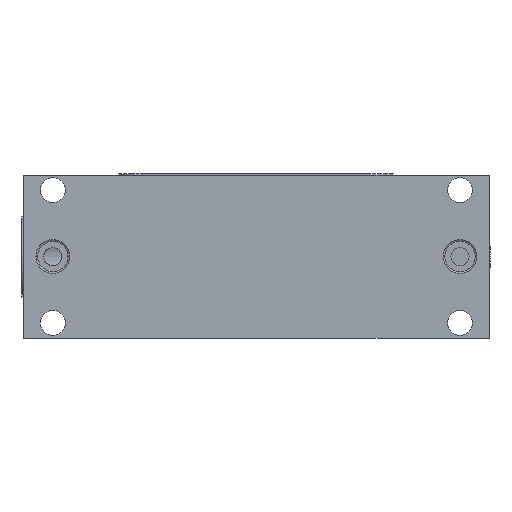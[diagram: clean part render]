
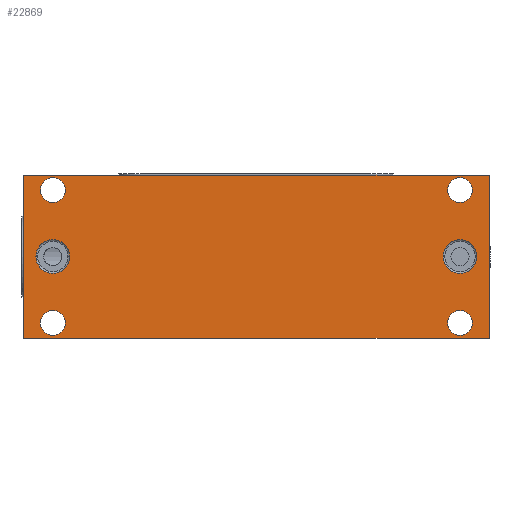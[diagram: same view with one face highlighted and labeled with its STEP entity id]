
A CAD part, front view. The second image highlights one B-rep face of the part: STEP entity #22869.
In plain terms, the highlighted planar face has unit normal (0, -1, 0).
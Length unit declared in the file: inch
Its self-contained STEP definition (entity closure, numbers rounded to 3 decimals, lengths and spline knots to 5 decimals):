
#21764=DIRECTION('',(0.,0.,-1.));
#21765=VECTOR('',#21764,1.45);
#21766=CARTESIAN_POINT('',(-2.07,-0.5,0.725));
#21767=LINE('',#21766,#21765);
#21894=DIRECTION('',(1.,0.,0.));
#21895=VECTOR('',#21894,4.14);
#21896=CARTESIAN_POINT('',(-2.07,-0.5,-0.725));
#21897=LINE('',#21896,#21895);
#21898=DIRECTION('',(1.,0.,0.));
#21899=VECTOR('',#21898,4.14);
#21900=CARTESIAN_POINT('',(-2.07,-0.5,0.725));
#21901=LINE('',#21900,#21899);
#21902=CARTESIAN_POINT('',(-1.811,-0.5,0.591));
#21903=DIRECTION('',(0.,1.,0.));
#21904=DIRECTION('',(1.,0.,0.));
#21905=AXIS2_PLACEMENT_3D('',#21902,#21903,#21904);
#21907=CARTESIAN_POINT('',(-1.811,-0.5,0.591));
#21908=DIRECTION('',(0.,1.,0.));
#21909=DIRECTION('',(-1.,0.,0.));
#21910=AXIS2_PLACEMENT_3D('',#21907,#21908,#21909);
#21912=CARTESIAN_POINT('',(-1.811,-0.5,-0.5905));
#21913=DIRECTION('',(0.,1.,0.));
#21914=DIRECTION('',(1.,0.,0.));
#21915=AXIS2_PLACEMENT_3D('',#21912,#21913,#21914);
#21917=CARTESIAN_POINT('',(-1.811,-0.5,-0.5905));
#21918=DIRECTION('',(0.,1.,0.));
#21919=DIRECTION('',(-1.,0.,0.));
#21920=AXIS2_PLACEMENT_3D('',#21917,#21918,#21919);
#21922=CARTESIAN_POINT('',(1.811,-0.5,0.591));
#21923=DIRECTION('',(0.,-1.,0.));
#21924=DIRECTION('',(-1.,0.,0.));
#21925=AXIS2_PLACEMENT_3D('',#21922,#21923,#21924);
#21927=CARTESIAN_POINT('',(1.811,-0.5,0.591));
#21928=DIRECTION('',(0.,-1.,0.));
#21929=DIRECTION('',(1.,0.,0.));
#21930=AXIS2_PLACEMENT_3D('',#21927,#21928,#21929);
#21932=CARTESIAN_POINT('',(1.811,-0.5,-0.5905));
#21933=DIRECTION('',(0.,-1.,0.));
#21934=DIRECTION('',(-1.,0.,0.));
#21935=AXIS2_PLACEMENT_3D('',#21932,#21933,#21934);
#21937=CARTESIAN_POINT('',(1.811,-0.5,-0.5905));
#21938=DIRECTION('',(0.,-1.,0.));
#21939=DIRECTION('',(1.,0.,0.));
#21940=AXIS2_PLACEMENT_3D('',#21937,#21938,#21939);
#21942=CARTESIAN_POINT('',(1.811,-0.5,0.));
#21943=DIRECTION('',(0.,-1.,0.));
#21944=DIRECTION('',(1.,0.,0.));
#21945=AXIS2_PLACEMENT_3D('',#21942,#21943,#21944);
#21947=CARTESIAN_POINT('',(1.811,-0.5,0.));
#21948=DIRECTION('',(0.,-1.,0.));
#21949=DIRECTION('',(-1.,0.,0.));
#21950=AXIS2_PLACEMENT_3D('',#21947,#21948,#21949);
#21952=CARTESIAN_POINT('',(-1.811,-0.5,0.));
#21953=DIRECTION('',(0.,-1.,0.));
#21954=DIRECTION('',(1.,0.,0.));
#21955=AXIS2_PLACEMENT_3D('',#21952,#21953,#21954);
#21957=CARTESIAN_POINT('',(-1.811,-0.5,0.));
#21958=DIRECTION('',(0.,-1.,0.));
#21959=DIRECTION('',(-1.,0.,0.));
#21960=AXIS2_PLACEMENT_3D('',#21957,#21958,#21959);
#21974=DIRECTION('',(0.,0.,-1.));
#21975=VECTOR('',#21974,1.45);
#21976=CARTESIAN_POINT('',(2.07,-0.5,0.725));
#21977=LINE('',#21976,#21975);
#22498=CARTESIAN_POINT('',(-2.07,-0.5,0.725));
#22500=VERTEX_POINT('',#22498);
#22501=CARTESIAN_POINT('',(-2.07,-0.5,-0.725));
#22502=VERTEX_POINT('',#22501);
#22506=CARTESIAN_POINT('',(2.07,-0.5,0.725));
#22508=VERTEX_POINT('',#22506);
#22509=CARTESIAN_POINT('',(2.07,-0.5,-0.725));
#22510=VERTEX_POINT('',#22509);
#22513=CARTESIAN_POINT('',(-1.7005,-0.5,0.591));
#22514=CARTESIAN_POINT('',(-1.9215,-0.5,0.591));
#22515=VERTEX_POINT('',#22513);
#22516=VERTEX_POINT('',#22514);
#22517=CARTESIAN_POINT('',(-1.7005,-0.5,-0.5905));
#22518=CARTESIAN_POINT('',(-1.9215,-0.5,-0.5905));
#22519=VERTEX_POINT('',#22517);
#22520=VERTEX_POINT('',#22518);
#22530=CARTESIAN_POINT('',(1.7005,-0.5,0.591));
#22532=VERTEX_POINT('',#22530);
#22534=CARTESIAN_POINT('',(1.9215,-0.5,0.591));
#22536=VERTEX_POINT('',#22534);
#22538=CARTESIAN_POINT('',(1.7005,-0.5,-0.5905));
#22540=VERTEX_POINT('',#22538);
#22542=CARTESIAN_POINT('',(1.9215,-0.5,-0.5905));
#22544=VERTEX_POINT('',#22542);
#22551=CARTESIAN_POINT('',(1.961,-0.5,0.));
#22552=CARTESIAN_POINT('',(1.661,-0.5,0.));
#22553=VERTEX_POINT('',#22551);
#22554=VERTEX_POINT('',#22552);
#22555=CARTESIAN_POINT('',(-1.661,-0.5,0.));
#22556=CARTESIAN_POINT('',(-1.961,-0.5,0.));
#22557=VERTEX_POINT('',#22555);
#22558=VERTEX_POINT('',#22556);
#22821=CARTESIAN_POINT('',(-2.07,-0.5,0.725));
#22822=DIRECTION('',(0.,-1.,0.));
#22823=DIRECTION('',(0.,0.,-1.));
#22824=AXIS2_PLACEMENT_3D('',#22821,#22822,#22823);
#22825=PLANE('',#22824);
#22826=ORIENTED_EDGE('',*,*,#22703,.F.);
#22827=ORIENTED_EDGE('',*,*,#22728,.T.);
#22829=ORIENTED_EDGE('',*,*,#22828,.T.);
#22830=ORIENTED_EDGE('',*,*,#22813,.F.);
#22831=EDGE_LOOP('',(#22826,#22827,#22829,#22830));
#22832=FACE_OUTER_BOUND('',#22831,.F.);
#22834=ORIENTED_EDGE('',*,*,#22833,.F.);
#22836=ORIENTED_EDGE('',*,*,#22835,.F.);
#22837=EDGE_LOOP('',(#22834,#22836));
#22838=FACE_BOUND('',#22837,.F.);
#22840=ORIENTED_EDGE('',*,*,#22839,.F.);
#22842=ORIENTED_EDGE('',*,*,#22841,.F.);
#22843=EDGE_LOOP('',(#22840,#22842));
#22844=FACE_BOUND('',#22843,.F.);
#22846=ORIENTED_EDGE('',*,*,#22845,.T.);
#22848=ORIENTED_EDGE('',*,*,#22847,.T.);
#22849=EDGE_LOOP('',(#22846,#22848));
#22850=FACE_BOUND('',#22849,.F.);
#22852=ORIENTED_EDGE('',*,*,#22851,.T.);
#22854=ORIENTED_EDGE('',*,*,#22853,.T.);
#22855=EDGE_LOOP('',(#22852,#22854));
#22856=FACE_BOUND('',#22855,.F.);
#22858=ORIENTED_EDGE('',*,*,#22857,.T.);
#22860=ORIENTED_EDGE('',*,*,#22859,.T.);
#22861=EDGE_LOOP('',(#22858,#22860));
#22862=FACE_BOUND('',#22861,.F.);
#22864=ORIENTED_EDGE('',*,*,#22863,.T.);
#22866=ORIENTED_EDGE('',*,*,#22865,.T.);
#22867=EDGE_LOOP('',(#22864,#22866));
#22868=FACE_BOUND('',#22867,.F.);
#22869=ADVANCED_FACE('',(#22832,#22838,#22844,#22850,#22856,#22862,#22868),
#22825,.T.);
#21906=CIRCLE('',#21905,0.1105);
#21911=CIRCLE('',#21910,0.1105);
#21916=CIRCLE('',#21915,0.1105);
#21921=CIRCLE('',#21920,0.1105);
#21926=CIRCLE('',#21925,0.1105);
#21931=CIRCLE('',#21930,0.1105);
#21936=CIRCLE('',#21935,0.1105);
#21941=CIRCLE('',#21940,0.1105);
#21946=CIRCLE('',#21945,0.15);
#21951=CIRCLE('',#21950,0.15);
#21956=CIRCLE('',#21955,0.15);
#21961=CIRCLE('',#21960,0.15);
#22703=EDGE_CURVE('',#22500,#22502,#21767,.T.);
#22728=EDGE_CURVE('',#22500,#22508,#21901,.T.);
#22813=EDGE_CURVE('',#22502,#22510,#21897,.T.);
#22828=EDGE_CURVE('',#22508,#22510,#21977,.T.);
#22833=EDGE_CURVE('',#22515,#22516,#21906,.T.);
#22835=EDGE_CURVE('',#22516,#22515,#21911,.T.);
#22839=EDGE_CURVE('',#22519,#22520,#21916,.T.);
#22841=EDGE_CURVE('',#22520,#22519,#21921,.T.);
#22845=EDGE_CURVE('',#22532,#22536,#21926,.T.);
#22847=EDGE_CURVE('',#22536,#22532,#21931,.T.);
#22851=EDGE_CURVE('',#22540,#22544,#21936,.T.);
#22853=EDGE_CURVE('',#22544,#22540,#21941,.T.);
#22857=EDGE_CURVE('',#22553,#22554,#21946,.T.);
#22859=EDGE_CURVE('',#22554,#22553,#21951,.T.);
#22863=EDGE_CURVE('',#22557,#22558,#21956,.T.);
#22865=EDGE_CURVE('',#22558,#22557,#21961,.T.);
